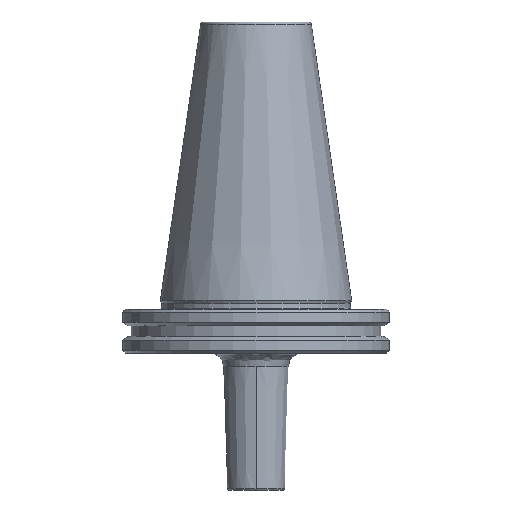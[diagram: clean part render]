
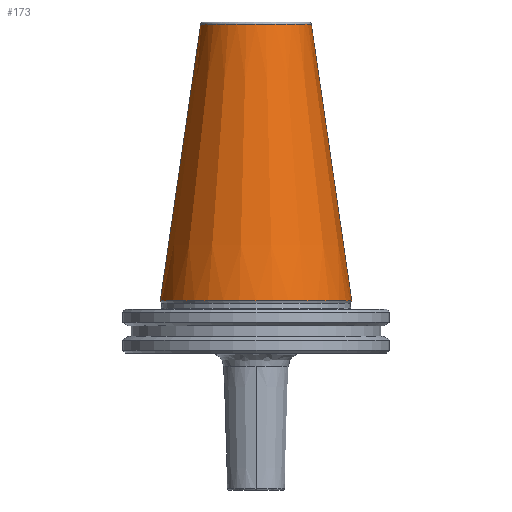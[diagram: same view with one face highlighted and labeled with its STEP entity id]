
A CAD part, front view. The second image highlights one B-rep face of the part: STEP entity #173.
In plain terms, the highlighted conical face has half-angle 8.297 degrees and reference radius 34.925 mm.
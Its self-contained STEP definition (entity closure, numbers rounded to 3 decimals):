
#9 = LINE ( 'NONE', #405, #993 ) ;
#33 = ORIENTED_EDGE ( 'NONE', *, *, #1482, .T. ) ;
#162 = FACE_OUTER_BOUND ( 'NONE', #584, .T. ) ;
#173 = ADVANCED_FACE ( 'NONE', ( #162 ), #840, .T. ) ;
#221 = CARTESIAN_POINT ( 'NONE',  ( 20.211, 0., 100.894 ) ) ;
#240 = DIRECTION ( 'NONE',  ( -0.144, 0., -0.99 ) ) ;
#267 = EDGE_CURVE ( 'NONE', #1333, #955, #529, .T. ) ;
#281 = VERTEX_POINT ( 'NONE', #581 ) ;
#327 = DIRECTION ( 'NONE',  ( -1., 0., 0. ) ) ;
#350 = DIRECTION ( 'NONE',  ( 0., 0., 1. ) ) ;
#355 = CARTESIAN_POINT ( 'NONE',  ( 0., 0., 0. ) ) ;
#380 = CIRCLE ( 'NONE', #915, 34.925 ) ;
#405 = CARTESIAN_POINT ( 'NONE',  ( -34.925, 0., 0. ) ) ;
#529 = CIRCLE ( 'NONE', #885, 20.211 ) ;
#545 = DIRECTION ( 'NONE',  ( -1., 0., 0. ) ) ;
#549 = DIRECTION ( 'NONE',  ( 0., 0., -1. ) ) ;
#556 = CARTESIAN_POINT ( 'NONE',  ( 0., 0., 100.894 ) ) ;
#581 = CARTESIAN_POINT ( 'NONE',  ( -34.925, 0., 0. ) ) ;
#584 = EDGE_LOOP ( 'NONE', ( #718, #1232, #33, #1091 ) ) ;
#600 = CARTESIAN_POINT ( 'NONE',  ( 34.925, 0., 0. ) ) ;
#707 = CARTESIAN_POINT ( 'NONE',  ( 34.925, 0., 0. ) ) ;
#718 = ORIENTED_EDGE ( 'NONE', *, *, #734, .F. ) ;
#734 = EDGE_CURVE ( 'NONE', #1333, #1160, #1076, .T. ) ;
#796 = DIRECTION ( 'NONE',  ( -1., 0., 0. ) ) ;
#840 = CONICAL_SURFACE ( 'NONE', #1064, 34.925, 0.145 ) ;
#885 = AXIS2_PLACEMENT_3D ( 'NONE', #556, #549, #545 ) ;
#915 = AXIS2_PLACEMENT_3D ( 'NONE', #355, #350, #327 ) ;
#955 = VERTEX_POINT ( 'NONE', #1225 ) ;
#993 = VECTOR ( 'NONE', #240, 1000. ) ;
#1064 = AXIS2_PLACEMENT_3D ( 'NONE', #1167, #1478, #796 ) ;
#1076 = LINE ( 'NONE', #707, #1151 ) ;
#1091 = ORIENTED_EDGE ( 'NONE', *, *, #1472, .T. ) ;
#1151 = VECTOR ( 'NONE', #1385, 1000. ) ;
#1160 = VERTEX_POINT ( 'NONE', #600 ) ;
#1167 = CARTESIAN_POINT ( 'NONE',  ( 0., 0., 0. ) ) ;
#1225 = CARTESIAN_POINT ( 'NONE',  ( -20.211, 0., 100.894 ) ) ;
#1232 = ORIENTED_EDGE ( 'NONE', *, *, #267, .T. ) ;
#1333 = VERTEX_POINT ( 'NONE', #221 ) ;
#1385 = DIRECTION ( 'NONE',  ( 0.144, 0., -0.99 ) ) ;
#1472 = EDGE_CURVE ( 'NONE', #281, #1160, #380, .T. ) ;
#1478 = DIRECTION ( 'NONE',  ( 0., 0., -1. ) ) ;
#1482 = EDGE_CURVE ( 'NONE', #955, #281, #9, .T. ) ;
